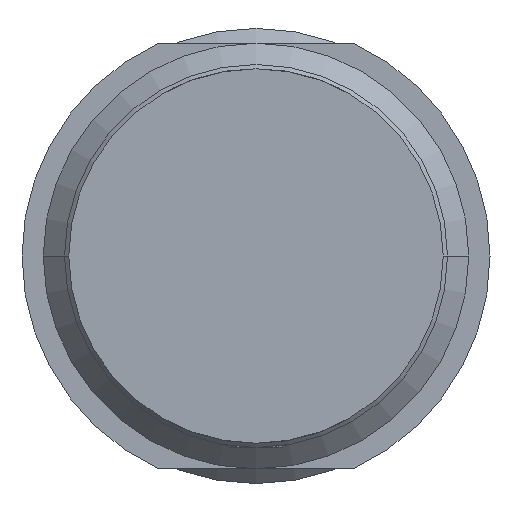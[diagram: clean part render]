
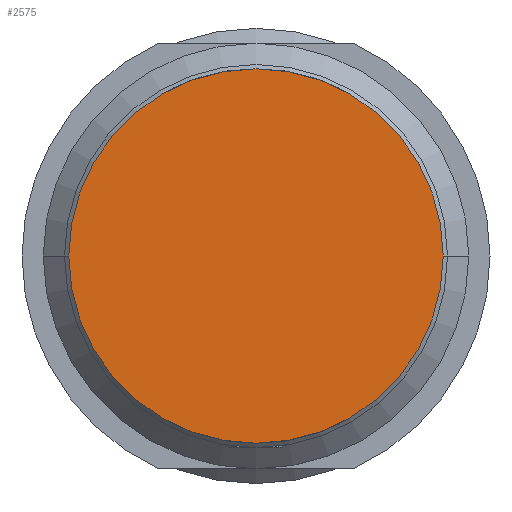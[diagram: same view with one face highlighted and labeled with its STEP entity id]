
A CAD part, front view. The second image highlights one B-rep face of the part: STEP entity #2575.
In plain terms, the highlighted planar face has unit normal (0, -1, 0).
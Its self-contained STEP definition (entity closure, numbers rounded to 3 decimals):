
#221 = DIRECTION ( 'NONE',  ( 0., 1., 0. ) ) ;
#412 = CARTESIAN_POINT ( 'NONE',  ( 0., 0., 0. ) ) ;
#591 = AXIS2_PLACEMENT_3D ( 'NONE', #412, #1571, #3113 ) ;
#895 = CARTESIAN_POINT ( 'NONE',  ( -2.2, 0., 0. ) ) ;
#941 = EDGE_CURVE ( 'Defeature ausgef�hrt1_11+Defeature ausgef�hrt1_18+Defeature ausgef�hrt1_18+Defeature ausgef�hrt1_18', #2841, #3395, #1048, .T. ) ;
#983 = CIRCLE ( 'NONE', #3777, 2.2 ) ;
#1048 = CIRCLE ( 'NONE', #591, 2.2 ) ;
#1066 = AXIS2_PLACEMENT_3D ( 'NONE', #1653, #221, #2936 ) ;
#1138 = CARTESIAN_POINT ( 'NONE',  ( 2.2, 0., 0. ) ) ;
#1308 = FACE_OUTER_BOUND ( 'NONE', #2311, .T. ) ;
#1571 = DIRECTION ( 'NONE',  ( 0., -1., 0. ) ) ;
#1653 = CARTESIAN_POINT ( 'NONE',  ( 0., 0., -1.9 ) ) ;
#1958 = PLANE ( 'NONE',  #1066 ) ;
#2009 = DIRECTION ( 'NONE',  ( 0., -1., 0. ) ) ;
#2169 = ORIENTED_EDGE ( 'NONE', *, *, #2612, .T. ) ;
#2311 = EDGE_LOOP ( 'NONE', ( #2169, #3001 ) ) ;
#2575 = ADVANCED_FACE ( 'Defeature ausgef�hrt1_11', ( #1308 ), #1958, .F. ) ;
#2612 = EDGE_CURVE ( 'Defeature ausgef�hrt1_11+Defeature ausgef�hrt1_18+Defeature ausgef�hrt1_18+Defeature ausgef�hrt1_18', #3395, #2841, #983, .T. ) ;
#2841 = VERTEX_POINT ( 'NONE', #1138 ) ;
#2936 = DIRECTION ( 'NONE',  ( 1., 0., 0. ) ) ;
#3001 = ORIENTED_EDGE ( 'NONE', *, *, #941, .T. ) ;
#3113 = DIRECTION ( 'NONE',  ( -1., 0., 0. ) ) ;
#3395 = VERTEX_POINT ( 'NONE', #895 ) ;
#3777 = AXIS2_PLACEMENT_3D ( 'NONE', #3833, #2009, #3813 ) ;
#3813 = DIRECTION ( 'NONE',  ( -1., 0., 0. ) ) ;
#3833 = CARTESIAN_POINT ( 'NONE',  ( 0., 0., 0. ) ) ;
